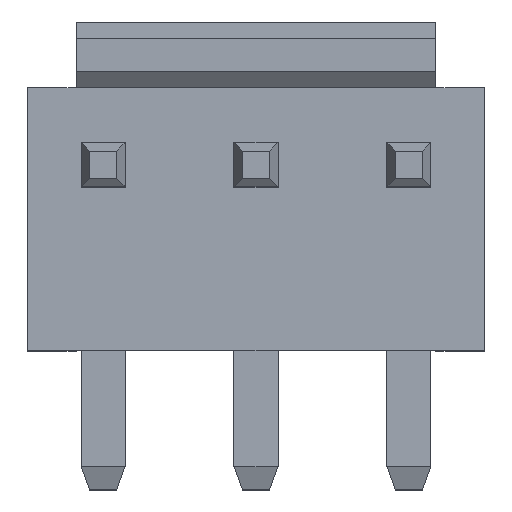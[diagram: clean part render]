
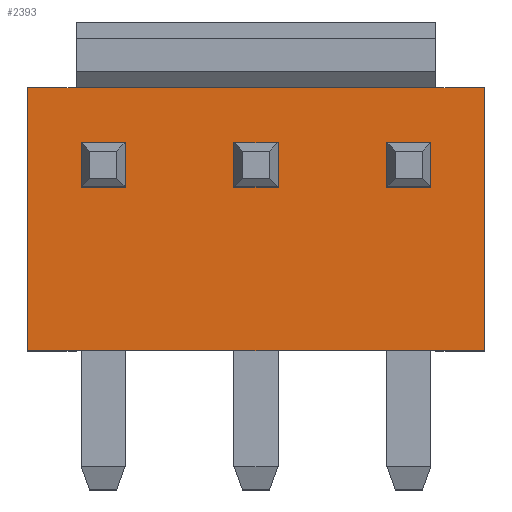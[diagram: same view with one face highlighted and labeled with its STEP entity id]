
A CAD part, top view. The second image highlights one B-rep face of the part: STEP entity #2393.
In plain terms, the highlighted planar face has unit normal (0, 0, 1).
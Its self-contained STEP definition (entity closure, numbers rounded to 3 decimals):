
#8 = VERTEX_POINT ( 'NONE', #717 ) ;
#28 = ORIENTED_EDGE ( 'NONE', *, *, #2614, .F. ) ;
#82 = CARTESIAN_POINT ( 'NONE',  ( -5.91, 6.8, 5.7 ) ) ;
#99 = LINE ( 'NONE', #239, #2428 ) ;
#102 = DIRECTION ( 'NONE',  ( -1., 0., 0. ) ) ;
#121 = EDGE_CURVE ( 'NONE', #1718, #2950, #1180, .T. ) ;
#135 = VECTOR ( 'NONE', #320, 1000. ) ;
#215 = EDGE_CURVE ( 'NONE', #2995, #1006, #2245, .T. ) ;
#216 = CARTESIAN_POINT ( 'NONE',  ( 0.57, 4.23, 5.7 ) ) ;
#239 = CARTESIAN_POINT ( 'NONE',  ( -3.39, 6.8, 5.7 ) ) ;
#263 = CARTESIAN_POINT ( 'NONE',  ( -5.91, 6.8, 5.7 ) ) ;
#276 = CARTESIAN_POINT ( 'NONE',  ( 4.53, 6.8, 5.7 ) ) ;
#281 = CARTESIAN_POINT ( 'NONE',  ( -5.91, 6.8, 5.7 ) ) ;
#320 = DIRECTION ( 'NONE',  ( 0., 1., 0. ) ) ;
#327 = VERTEX_POINT ( 'NONE', #838 ) ;
#380 = ORIENTED_EDGE ( 'NONE', *, *, #896, .F. ) ;
#406 = ORIENTED_EDGE ( 'NONE', *, *, #996, .T. ) ;
#455 = CARTESIAN_POINT ( 'NONE',  ( -5.91, 5.37, 5.7 ) ) ;
#456 = VERTEX_POINT ( 'NONE', #1316 ) ;
#462 = DIRECTION ( 'NONE',  ( 0., -1., 0. ) ) ;
#463 = CARTESIAN_POINT ( 'NONE',  ( 5.91, 0., 5.7 ) ) ;
#553 = EDGE_CURVE ( 'NONE', #1587, #1051, #99, .T. ) ;
#559 = DIRECTION ( 'NONE',  ( 0., 0., -1. ) ) ;
#588 = CARTESIAN_POINT ( 'NONE',  ( -5.91, 5.37, 5.7 ) ) ;
#589 = VECTOR ( 'NONE', #1901, 1000. ) ;
#603 = CARTESIAN_POINT ( 'NONE',  ( -4.66, 6.8, 5.7 ) ) ;
#607 = VERTEX_POINT ( 'NONE', #1847 ) ;
#610 = VERTEX_POINT ( 'NONE', #463 ) ;
#611 = VERTEX_POINT ( 'NONE', #2782 ) ;
#674 = FACE_BOUND ( 'NONE', #2785, .T. ) ;
#688 = EDGE_LOOP ( 'NONE', ( #1728, #2928, #28, #2966 ) ) ;
#717 = CARTESIAN_POINT ( 'NONE',  ( -4.53, 5.37, 5.7 ) ) ;
#738 = CARTESIAN_POINT ( 'NONE',  ( -4.53, 6.8, 5.7 ) ) ;
#743 = LINE ( 'NONE', #276, #2213 ) ;
#751 = FACE_OUTER_BOUND ( 'NONE', #2059, .T. ) ;
#804 = LINE ( 'NONE', #2110, #2469 ) ;
#829 = LINE ( 'NONE', #588, #2490 ) ;
#838 = CARTESIAN_POINT ( 'NONE',  ( 4.66, 6.8, 5.7 ) ) ;
#881 = DIRECTION ( 'NONE',  ( 0., -1., 0. ) ) ;
#896 = EDGE_CURVE ( 'NONE', #1188, #610, #804, .T. ) ;
#901 = CARTESIAN_POINT ( 'NONE',  ( -5.91, 4.23, 5.7 ) ) ;
#926 = VECTOR ( 'NONE', #2590, 1000. ) ;
#935 = LINE ( 'NONE', #2460, #1971 ) ;
#996 = EDGE_CURVE ( 'NONE', #1718, #611, #2092, .T. ) ;
#1006 = VERTEX_POINT ( 'NONE', #2384 ) ;
#1038 = VECTOR ( 'NONE', #2030, 1000. ) ;
#1048 = ORIENTED_EDGE ( 'NONE', *, *, #2017, .F. ) ;
#1051 = VERTEX_POINT ( 'NONE', #2857 ) ;
#1077 = EDGE_CURVE ( 'NONE', #2187, #2493, #1246, .T. ) ;
#1082 = DIRECTION ( 'NONE',  ( 1., 0., 0. ) ) ;
#1121 = LINE ( 'NONE', #2224, #1298 ) ;
#1128 = ORIENTED_EDGE ( 'NONE', *, *, #2240, .F. ) ;
#1171 = VERTEX_POINT ( 'NONE', #1781 ) ;
#1180 = LINE ( 'NONE', #263, #926 ) ;
#1188 = VERTEX_POINT ( 'NONE', #2235 ) ;
#1189 = VECTOR ( 'NONE', #881, 1000. ) ;
#1242 = ORIENTED_EDGE ( 'NONE', *, *, #121, .F. ) ;
#1246 = LINE ( 'NONE', #1462, #135 ) ;
#1255 = DIRECTION ( 'NONE',  ( 1., 0., 0. ) ) ;
#1285 = PLANE ( 'NONE',  #2071 ) ;
#1298 = VECTOR ( 'NONE', #1082, 1000. ) ;
#1316 = CARTESIAN_POINT ( 'NONE',  ( 3.39, 4.23, 5.7 ) ) ;
#1326 = LINE ( 'NONE', #901, #2398 ) ;
#1333 = ORIENTED_EDGE ( 'NONE', *, *, #215, .F. ) ;
#1413 = DIRECTION ( 'NONE',  ( -1., 0., 0. ) ) ;
#1419 = EDGE_CURVE ( 'NONE', #2950, #327, #1121, .T. ) ;
#1428 = ORIENTED_EDGE ( 'NONE', *, *, #1573, .F. ) ;
#1462 = CARTESIAN_POINT ( 'NONE',  ( 0.57, 6.8, 5.7 ) ) ;
#1509 = DIRECTION ( 'NONE',  ( -1., 0., 0. ) ) ;
#1542 = DIRECTION ( 'NONE',  ( 0., -1., 0. ) ) ;
#1562 = CARTESIAN_POINT ( 'NONE',  ( -5.91, 0., 5.7 ) ) ;
#1573 = EDGE_CURVE ( 'NONE', #1006, #456, #1752, .T. ) ;
#1578 = CARTESIAN_POINT ( 'NONE',  ( 4.53, 5.37, 5.7 ) ) ;
#1585 = CARTESIAN_POINT ( 'NONE',  ( -3.39, 4.23, 5.7 ) ) ;
#1587 = VERTEX_POINT ( 'NONE', #1585 ) ;
#1606 = LINE ( 'NONE', #2039, #1038 ) ;
#1643 = EDGE_LOOP ( 'NONE', ( #1128, #1682, #1428, #1333 ) ) ;
#1682 = ORIENTED_EDGE ( 'NONE', *, *, #1966, .F. ) ;
#1718 = VERTEX_POINT ( 'NONE', #82 ) ;
#1728 = ORIENTED_EDGE ( 'NONE', *, *, #1077, .F. ) ;
#1729 = ORIENTED_EDGE ( 'NONE', *, *, #553, .F. ) ;
#1742 = VECTOR ( 'NONE', #2409, 1000. ) ;
#1752 = LINE ( 'NONE', #2732, #1189 ) ;
#1755 = ORIENTED_EDGE ( 'NONE', *, *, #2823, .F. ) ;
#1767 = CARTESIAN_POINT ( 'NONE',  ( 0.57, 5.37, 5.7 ) ) ;
#1781 = CARTESIAN_POINT ( 'NONE',  ( -0.57, 5.37, 5.7 ) ) ;
#1847 = CARTESIAN_POINT ( 'NONE',  ( 4.53, 4.23, 5.7 ) ) ;
#1850 = LINE ( 'NONE', #2932, #2358 ) ;
#1851 = VERTEX_POINT ( 'NONE', #2210 ) ;
#1872 = VECTOR ( 'NONE', #2835, 1000. ) ;
#1887 = DIRECTION ( 'NONE',  ( 0., 1., 0. ) ) ;
#1901 = DIRECTION ( 'NONE',  ( 1., 0., 0. ) ) ;
#1937 = VECTOR ( 'NONE', #462, 1000. ) ;
#1939 = ORIENTED_EDGE ( 'NONE', *, *, #1419, .F. ) ;
#1966 = EDGE_CURVE ( 'NONE', #456, #607, #1326, .T. ) ;
#1971 = VECTOR ( 'NONE', #1999, 1000. ) ;
#1999 = DIRECTION ( 'NONE',  ( 1., 0., 0. ) ) ;
#2010 = FACE_BOUND ( 'NONE', #688, .T. ) ;
#2017 = EDGE_CURVE ( 'NONE', #327, #1188, #1606, .T. ) ;
#2030 = DIRECTION ( 'NONE',  ( 1., 0., 0. ) ) ;
#2039 = CARTESIAN_POINT ( 'NONE',  ( -5.91, 6.8, 5.7 ) ) ;
#2051 = VECTOR ( 'NONE', #2212, 1000. ) ;
#2059 = EDGE_LOOP ( 'NONE', ( #2494, #380, #1048, #1939, #1242, #406 ) ) ;
#2071 = AXIS2_PLACEMENT_3D ( 'NONE', #2895, #559, #1509 ) ;
#2092 = LINE ( 'NONE', #281, #1872 ) ;
#2110 = CARTESIAN_POINT ( 'NONE',  ( 5.91, 6.8, 5.7 ) ) ;
#2120 = EDGE_CURVE ( 'NONE', #2493, #1171, #2320, .T. ) ;
#2166 = CARTESIAN_POINT ( 'NONE',  ( -5.91, 5.37, 5.7 ) ) ;
#2185 = LINE ( 'NONE', #1562, #2051 ) ;
#2187 = VERTEX_POINT ( 'NONE', #216 ) ;
#2210 = CARTESIAN_POINT ( 'NONE',  ( -0.57, 4.23, 5.7 ) ) ;
#2212 = DIRECTION ( 'NONE',  ( 1., 0., 0. ) ) ;
#2213 = VECTOR ( 'NONE', #1887, 1000. ) ;
#2224 = CARTESIAN_POINT ( 'NONE',  ( -5.91, 6.8, 5.7 ) ) ;
#2235 = CARTESIAN_POINT ( 'NONE',  ( 5.91, 6.8, 5.7 ) ) ;
#2240 = EDGE_CURVE ( 'NONE', #607, #2995, #743, .T. ) ;
#2245 = LINE ( 'NONE', #2166, #1742 ) ;
#2261 = VERTEX_POINT ( 'NONE', #2819 ) ;
#2289 = EDGE_CURVE ( 'NONE', #1851, #2187, #2433, .T. ) ;
#2320 = LINE ( 'NONE', #455, #2542 ) ;
#2331 = LINE ( 'NONE', #738, #1937 ) ;
#2358 = VECTOR ( 'NONE', #1542, 1000. ) ;
#2378 = DIRECTION ( 'NONE',  ( 0., -1., 0. ) ) ;
#2384 = CARTESIAN_POINT ( 'NONE',  ( 3.39, 5.37, 5.7 ) ) ;
#2393 = ADVANCED_FACE ( 'NONE', ( #2010, #751, #674, #3040 ), #1285, .F. ) ;
#2398 = VECTOR ( 'NONE', #1255, 1000. ) ;
#2409 = DIRECTION ( 'NONE',  ( -1., 0., 0. ) ) ;
#2428 = VECTOR ( 'NONE', #2569, 1000. ) ;
#2433 = LINE ( 'NONE', #2830, #589 ) ;
#2434 = EDGE_CURVE ( 'NONE', #2261, #1587, #935, .T. ) ;
#2460 = CARTESIAN_POINT ( 'NONE',  ( -5.91, 4.23, 5.7 ) ) ;
#2469 = VECTOR ( 'NONE', #2378, 1000. ) ;
#2490 = VECTOR ( 'NONE', #102, 1000. ) ;
#2493 = VERTEX_POINT ( 'NONE', #1767 ) ;
#2494 = ORIENTED_EDGE ( 'NONE', *, *, #2908, .T. ) ;
#2542 = VECTOR ( 'NONE', #1413, 1000. ) ;
#2569 = DIRECTION ( 'NONE',  ( 0., 1., 0. ) ) ;
#2590 = DIRECTION ( 'NONE',  ( 1., 0., 0. ) ) ;
#2614 = EDGE_CURVE ( 'NONE', #1171, #1851, #1850, .T. ) ;
#2732 = CARTESIAN_POINT ( 'NONE',  ( 3.39, 6.8, 5.7 ) ) ;
#2733 = EDGE_CURVE ( 'NONE', #8, #2261, #2331, .T. ) ;
#2782 = CARTESIAN_POINT ( 'NONE',  ( -5.91, 0., 5.7 ) ) ;
#2785 = EDGE_LOOP ( 'NONE', ( #1729, #2853, #2811, #1755 ) ) ;
#2811 = ORIENTED_EDGE ( 'NONE', *, *, #2733, .F. ) ;
#2819 = CARTESIAN_POINT ( 'NONE',  ( -4.53, 4.23, 5.7 ) ) ;
#2823 = EDGE_CURVE ( 'NONE', #1051, #8, #829, .T. ) ;
#2830 = CARTESIAN_POINT ( 'NONE',  ( -5.91, 4.23, 5.7 ) ) ;
#2835 = DIRECTION ( 'NONE',  ( 0., -1., 0. ) ) ;
#2853 = ORIENTED_EDGE ( 'NONE', *, *, #2434, .F. ) ;
#2857 = CARTESIAN_POINT ( 'NONE',  ( -3.39, 5.37, 5.7 ) ) ;
#2895 = CARTESIAN_POINT ( 'NONE',  ( -5.91, 6.8, 5.7 ) ) ;
#2908 = EDGE_CURVE ( 'NONE', #611, #610, #2185, .T. ) ;
#2928 = ORIENTED_EDGE ( 'NONE', *, *, #2289, .F. ) ;
#2932 = CARTESIAN_POINT ( 'NONE',  ( -0.57, 6.8, 5.7 ) ) ;
#2950 = VERTEX_POINT ( 'NONE', #603 ) ;
#2966 = ORIENTED_EDGE ( 'NONE', *, *, #2120, .F. ) ;
#2995 = VERTEX_POINT ( 'NONE', #1578 ) ;
#3040 = FACE_BOUND ( 'NONE', #1643, .T. ) ;
